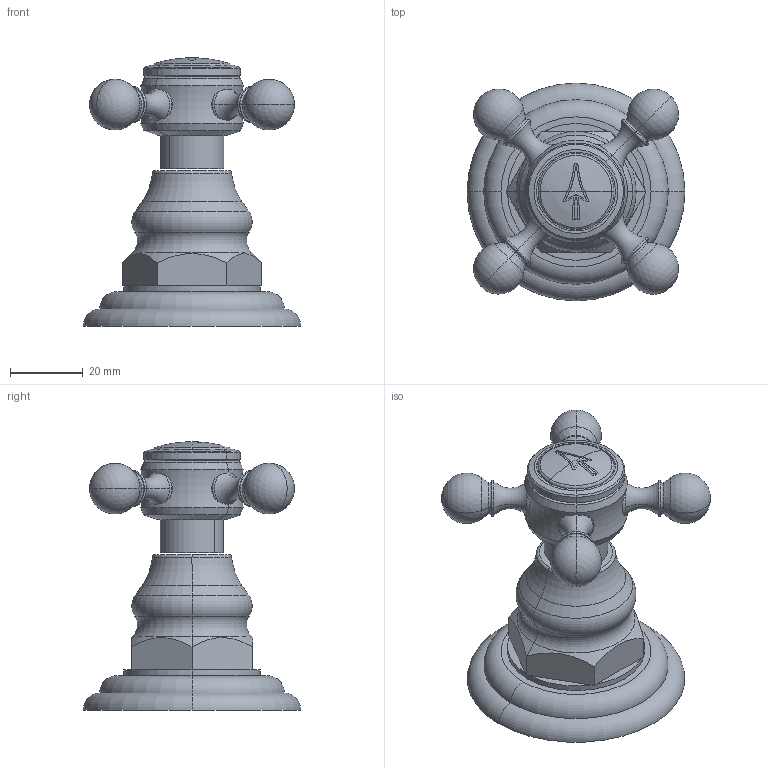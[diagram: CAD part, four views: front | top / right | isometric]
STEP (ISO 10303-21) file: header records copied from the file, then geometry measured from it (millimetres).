
FILE_DESCRIPTION((''),'2;1');
FILE_NAME('3-163','2025-05-13T16:53:11',('SwamiS'),(''),'CREO PARAMETRIC BY PTC INC, 2023134','CREO PARAMETRIC BY PTC INC, 2023134','');
FILE_SCHEMA(('CONFIG_CONTROL_DESIGN'));
Length unit declared in the file: inch
Products named in the file (1): 3-163
Bounding box: 59.94 x 59.94 x 73.89 mm (x, y, z)
Volume: 67605.1 mm3; surface area: 16048.8 mm2
Topology: 2 solids, 2 shells, 152 faces, 355 edges, 207 vertices
Faces by surface type: torus 48, plane 39, cone 24, cylinder 23, sphere 14, bspline 4
Entity records: 4996 total; most frequent: CARTESIAN_POINT 1521, DIRECTION 785, ORIENTED_EDGE 690, AXIS2_PLACEMENT_3D 356, EDGE_CURVE 345, CIRCLE 208, VERTEX_POINT 207, EDGE_LOOP 162
